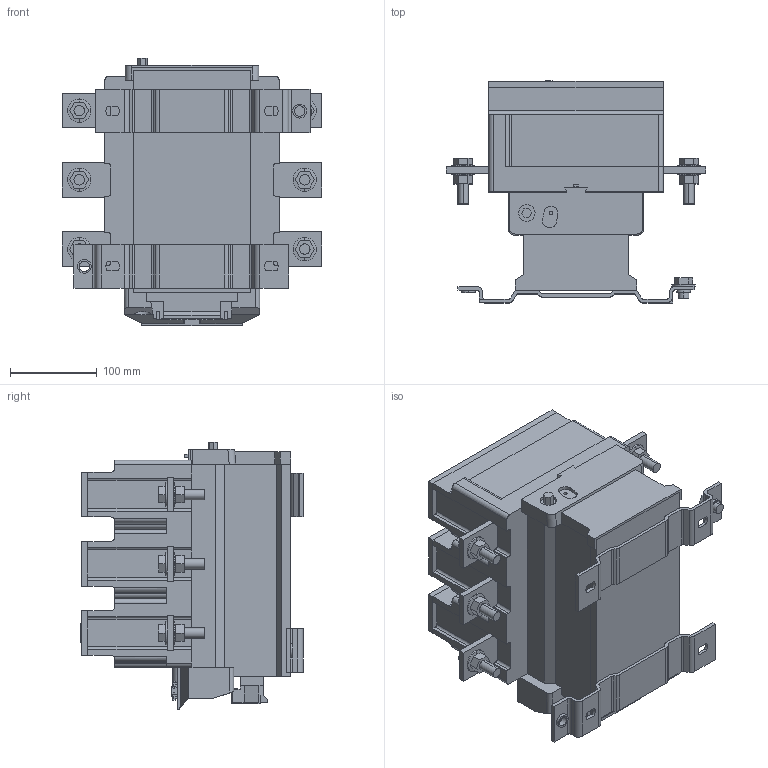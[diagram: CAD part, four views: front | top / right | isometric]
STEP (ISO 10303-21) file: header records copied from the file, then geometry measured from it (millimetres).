
FILE_DESCRIPTION (( 'STEP AP214' ), '1' );
FILE_NAME ('KKT70-630-230-10 Êîíòàêòîð ÊÒÈ-7630 630À 230Â_ÀÑ3 ÈÝÊ.STEP', '2017-12-19T07:08:57', ( '' ), ( '' ), 'SwSTEP 2.0', 'SolidWorks 2014', '' );
FILE_SCHEMA (( 'AUTOMOTIVE_DESIGN' ));
Length unit declared in the file: millimetre
Products named in the file (1): KKT70-630-230-10 Êîíòàêòîð ÊÒÈ-7630  630À  230Â_ÀÑ3 ÈÝÊ
Bounding box: 299 x 256 x 308.5 mm (x, y, z)
Volume: 9102686.3 mm3; surface area: 558538.8 mm2
Topology: 14 solids, 14 shells, 1520 faces, 4084 edges, 2676 vertices
Faces by surface type: plane 992, cylinder 304, bspline 163, cone 52, torus 9
Entity records: 56326 total; most frequent: CARTESIAN_POINT 18741, ORIENTED_EDGE 8168, DIRECTION 7010, EDGE_CURVE 4084, LINE 3056, VECTOR 3056, VERTEX_POINT 2676, AXIS2_PLACEMENT_3D 1977
